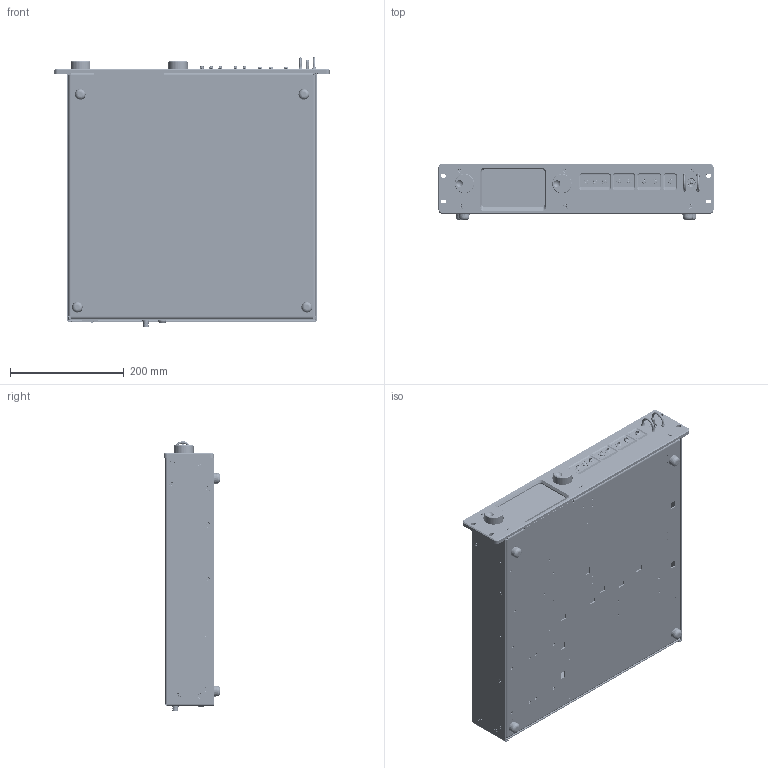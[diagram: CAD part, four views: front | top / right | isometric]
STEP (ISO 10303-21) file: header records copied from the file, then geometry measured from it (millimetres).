
FILE_DESCRIPTION (( 'STEP AP214' ), '1' );
FILE_NAME ('50-00238-R01 - FFC-100-100.STEP', '2024-10-14T17:35:30', ( '' ), ( '' ), 'SwSTEP 2.0', 'SolidWorks 2021', '' );
FILE_SCHEMA (( 'AUTOMOTIVE_DESIGN' ));
Length unit declared in the file: millimetre
Products named in the file (29): 20-00437-R03; 732510360; 92703A434_18-8 Stainless Steel Torx Flat Head Screws - M4x0.7 Thread - 14mm Length_92703A434; 50-00206-R02 - Back Panel Assy, Gen 2.1 FFC; 10-00002; 94414A721 - Black-Ox Alloy Steel Torx Flat Head Screws - M4x0.7 mm - 6 mm Long_94414A721; 20-00507-R02; Grayhill Encoder Lock Nut; YM06132C205NQ; 70-00054_9541K2; PEM S-M4-0Zl; 94669A095 - Al Unthreaded Spacer - M3 Screw Size - 3 mm Long_94669A095; 10-00181; 10-00223; 93625A100 - 18-8 SS Nylon-Insert Locknut - M3x0.5 mm_93625A100; 50-00238-R01 - FFC-100-100; 10-00235; 31-10-RFXG1; 10-00234; ADAFCPM3 Washer; 10-00001; 50-00205-R02 - Front Panel Assy, Gen 2.1 FFC; 20-00438-R03; 94414A322_Black-Oxide Alloy Steel Torx Flat Head Screws - 4-40 Thread - 5_16 in Length_94414A322; ADAFCPM3 Locknut; 20-00440-R02; KEY LOCK NUT; 20-00497-R03; ADAFCPM3
Assembly tree (86 placements, depth 3):
  50-00238-R01 - FFC-100-100
    70-00054_9541K2  x4
    20-00437-R03
    94414A721 - Black-Ox Alloy Steel Torx Flat Head Screws - M4x0.7 mm - 6 mm Long_94414A721  x21
    20-00438-R03
    20-00497-R03  x2
    10-00235  x2
    Grayhill Encoder Lock Nut  x2
    94669A095 - Al Unthreaded Spacer - M3 Screw Size - 3 mm Long_94669A095  x4
    93625A100 - 18-8 SS Nylon-Insert Locknut - M3x0.5 mm_93625A100  x4
    10-00001
    50-00205-R02 - Front Panel Assy, Gen 2.1 FFC
      20-00507-R02
      93625A100 - 18-8 SS Nylon-Insert Locknut - M3x0.5 mm_93625A100  x4
      10-00223  x2
      ADAFCPM3 Locknut  x3
      ADAFCPM3 Washer  x3
      ADAFCPM3  x3
      92703A434_18-8 Stainless Steel Torx Flat Head Screws - M4x0.7 Thread - 14mm Length_92703A434  x6
      732510360  x5
    10-00234
    50-00206-R02 - Back Panel Assy, Gen 2.1 FFC
      20-00440-R02
      10-00002
      31-10-RFXG1
      YM06132C205NQ
      KEY LOCK NUT
      10-00181
      94414A322_Black-Oxide Alloy Steel Torx Flat Head Screws - 4-40 Thread - 5_16 in Length_94414A322  x2
      PEM S-M4-0Zl
      94414A721 - Black-Ox Alloy Steel Torx Flat Head Screws - M4x0.7 mm - 6 mm Long_94414A721  x5
Bounding box: 482.6 x 99.26 x 472.98 mm (x, y, z)
Volume: 1579195.7 mm3; surface area: 1309702.1 mm2
Topology: 118 solids, 133 shells, 7984 faces, 20734 edges, 13188 vertices
Faces by surface type: cylinder 3661, plane 2176, cone 1363, bspline 520, torus 250, sphere 14
Entity records: 191659 total; most frequent: CARTESIAN_POINT 78410, ORIENTED_EDGE 22250, DIRECTION 20641, EDGE_CURVE 11284, AXIS2_PLACEMENT_3D 7535, VERTEX_POINT 7378, LINE 5571, VECTOR 5571
